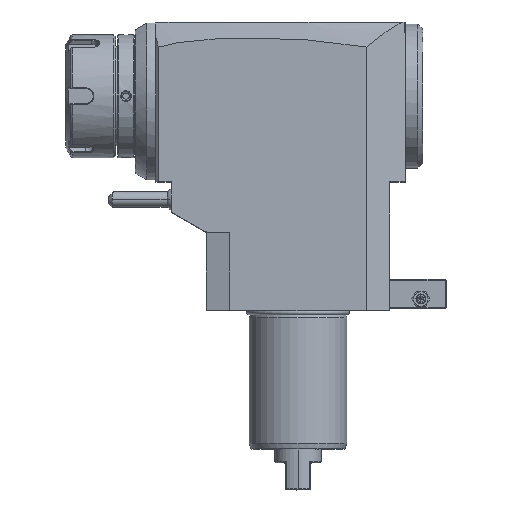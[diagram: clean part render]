
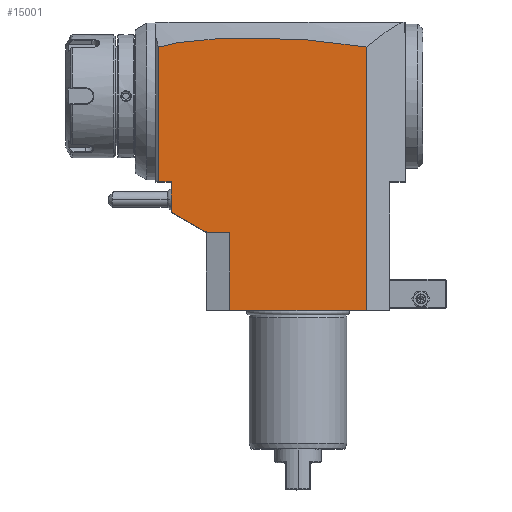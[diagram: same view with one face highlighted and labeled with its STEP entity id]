
A CAD part, top view. The second image highlights one B-rep face of the part: STEP entity #15001.
In plain terms, the highlighted planar face has unit normal (0, 0, 1).
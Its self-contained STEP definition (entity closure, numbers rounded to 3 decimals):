
#25=DIRECTION('',(-1.,0.,0.));
#26=VECTOR('',#25,70.);
#27=CARTESIAN_POINT('',(35.,0.,44.));
#28=LINE('',#27,#26);
#4660=DIRECTION('',(0.866,-0.5,0.));
#4661=VECTOR('',#4660,1.155);
#4662=CARTESIAN_POINT('',(-47.,40.577,44.));
#4663=LINE('',#4662,#4661);
#4664=DIRECTION('',(0.,1.,0.));
#4665=VECTOR('',#4664,0.577);
#4666=CARTESIAN_POINT('',(-47.,40.,44.));
#4667=LINE('',#4666,#4665);
#4668=DIRECTION('',(0.866,-0.5,0.));
#4669=VECTOR('',#4668,20.785);
#4670=CARTESIAN_POINT('',(-65.,50.392,44.));
#4671=LINE('',#4670,#4669);
#4672=DIRECTION('',(0.,-1.,0.));
#4673=VECTOR('',#4672,15.608);
#4674=CARTESIAN_POINT('',(-65.,66.,44.));
#4675=LINE('',#4674,#4673);
#4676=DIRECTION('',(0.,-1.,0.));
#4677=VECTOR('',#4676,69.054);
#4678=CARTESIAN_POINT('',(-71.5,135.054,44.));
#4679=LINE('',#4678,#4677);
#4680=CARTESIAN_POINT('',(35.,135.17,44.));
#4681=CARTESIAN_POINT('',(33.866,135.39,44.));
#4682=CARTESIAN_POINT('',(31.557,135.811,44.));
#4683=CARTESIAN_POINT('',(27.974,136.396,44.));
#4684=CARTESIAN_POINT('',(24.277,136.936,44.));
#4685=CARTESIAN_POINT('',(20.468,137.432,44.));
#4686=CARTESIAN_POINT('',(16.555,137.886,44.));
#4687=CARTESIAN_POINT('',(12.434,138.309,44.));
#4688=CARTESIAN_POINT('',(8.011,138.706,44.));
#4689=CARTESIAN_POINT('',(3.159,139.075,44.));
#4690=CARTESIAN_POINT('',(-1.987,139.396,44.));
#4691=CARTESIAN_POINT('',(-7.203,139.65,44.));
#4692=CARTESIAN_POINT('',(-12.379,139.832,44.));
#4693=CARTESIAN_POINT('',(-17.539,139.946,44.));
#4694=CARTESIAN_POINT('',(-22.66,139.991,44.));
#4695=CARTESIAN_POINT('',(-27.667,139.967,44.));
#4696=CARTESIAN_POINT('',(-32.516,139.876,44.));
#4697=CARTESIAN_POINT('',(-37.206,139.72,44.));
#4698=CARTESIAN_POINT('',(-41.62,139.505,44.));
#4699=CARTESIAN_POINT('',(-45.586,139.251,44.));
#4700=CARTESIAN_POINT('',(-49.098,138.972,44.));
#4701=CARTESIAN_POINT('',(-52.166,138.68,44.));
#4702=CARTESIAN_POINT('',(-54.857,138.384,44.));
#4703=CARTESIAN_POINT('',(-57.254,138.082,44.));
#4704=CARTESIAN_POINT('',(-59.389,137.78,44.));
#4705=CARTESIAN_POINT('',(-61.272,137.482,44.));
#4706=CARTESIAN_POINT('',(-62.918,137.195,44.));
#4707=CARTESIAN_POINT('',(-64.377,136.917,44.));
#4708=CARTESIAN_POINT('',(-65.707,136.64,44.));
#4709=CARTESIAN_POINT('',(-66.967,136.355,44.));
#4710=CARTESIAN_POINT('',(-68.204,136.049,44.));
#4711=CARTESIAN_POINT('',(-69.39,135.726,44.));
#4712=CARTESIAN_POINT('',(-70.505,135.391,44.));
#4713=CARTESIAN_POINT('',(-71.179,135.167,44.));
#4714=CARTESIAN_POINT('',(-71.5,135.054,44.));
#4716=DIRECTION('',(0.,-1.,0.));
#4717=VECTOR('',#4716,135.17);
#4718=CARTESIAN_POINT('',(35.,135.17,44.));
#4719=LINE('',#4718,#4717);
#4760=DIRECTION('',(0.,-1.,0.));
#4761=VECTOR('',#4760,40.);
#4762=CARTESIAN_POINT('',(-35.,40.,44.));
#4763=LINE('',#4762,#4761);
#4776=DIRECTION('',(1.,0.,0.));
#4777=VECTOR('',#4776,11.);
#4778=CARTESIAN_POINT('',(-46.,40.,44.));
#4779=LINE('',#4778,#4777);
#4844=DIRECTION('',(1.,0.,0.));
#4845=VECTOR('',#4844,6.5);
#4846=CARTESIAN_POINT('',(-71.5,66.,44.));
#4847=LINE('',#4846,#4845);
#10427=CARTESIAN_POINT('',(-71.5,66.,44.));
#10428=VERTEX_POINT('',#10427);
#10429=VERTEX_POINT('',#4680);
#10430=VERTEX_POINT('',#4714);
#10449=CARTESIAN_POINT('',(-46.,40.,44.));
#10450=CARTESIAN_POINT('',(-35.,40.,44.));
#10451=VERTEX_POINT('',#10449);
#10452=VERTEX_POINT('',#10450);
#10775=CARTESIAN_POINT('',(35.,0.,44.));
#10776=CARTESIAN_POINT('',(-35.,0.,44.));
#10777=VERTEX_POINT('',#10775);
#10778=VERTEX_POINT('',#10776);
#10803=CARTESIAN_POINT('',(-65.,50.392,44.));
#10804=CARTESIAN_POINT('',(-47.,40.,44.));
#10805=VERTEX_POINT('',#10803);
#10806=VERTEX_POINT('',#10804);
#10855=CARTESIAN_POINT('',(-47.,40.577,44.));
#10857=VERTEX_POINT('',#10855);
#10927=CARTESIAN_POINT('',(-65.,66.,44.));
#10928=VERTEX_POINT('',#10927);
#14976=CARTESIAN_POINT('',(-53.475,40.,44.));
#14977=DIRECTION('',(0.,0.,1.));
#14978=DIRECTION('',(1.,0.,0.));
#14979=AXIS2_PLACEMENT_3D('',#14976,#14977,#14978);
#14980=PLANE('',#14979);
#14982=ORIENTED_EDGE('',*,*,#14981,.F.);
#14984=ORIENTED_EDGE('',*,*,#14983,.F.);
#14986=ORIENTED_EDGE('',*,*,#14985,.F.);
#14988=ORIENTED_EDGE('',*,*,#14987,.F.);
#14990=ORIENTED_EDGE('',*,*,#14989,.F.);
#14991=ORIENTED_EDGE('',*,*,#14665,.F.);
#14992=ORIENTED_EDGE('',*,*,#14714,.F.);
#14993=ORIENTED_EDGE('',*,*,#14969,.T.);
#14994=ORIENTED_EDGE('',*,*,#10956,.T.);
#14996=ORIENTED_EDGE('',*,*,#14995,.F.);
#14998=ORIENTED_EDGE('',*,*,#14997,.F.);
#14999=EDGE_LOOP('',(#14982,#14984,#14986,#14988,#14990,#14991,#14992,#14993,
#14994,#14996,#14998));
#15000=FACE_OUTER_BOUND('',#14999,.F.);
#4715=B_SPLINE_CURVE_WITH_KNOTS('',3,(#4680,#4681,#4682,#4683,#4684,#4685,#4686,
#4687,#4688,#4689,#4690,#4691,#4692,#4693,#4694,#4695,#4696,#4697,#4698,#4699,
#4700,#4701,#4702,#4703,#4704,#4705,#4706,#4707,#4708,#4709,#4710,#4711,#4712,
#4713,#4714),.UNSPECIFIED.,.F.,.F.,(4,1,1,1,1,1,1,1,1,1,1,1,1,1,1,1,1,1,1,1,1,1,
1,1,1,1,1,1,1,1,1,1,4),(0.,0.031,0.063,0.094,0.125,0.156,
0.188,0.219,0.25,0.281,0.313,0.344,0.375,0.406,
0.438,0.469,0.5,0.531,0.563,0.594,0.625,0.656,
0.688,0.719,0.75,0.781,0.813,0.844,0.875,0.906,
0.938,0.969,1.),.UNSPECIFIED.);
#10956=EDGE_CURVE('',#10777,#10778,#28,.T.);
#14665=EDGE_CURVE('',#10430,#10428,#4679,.T.);
#14714=EDGE_CURVE('',#10429,#10430,#4715,.T.);
#14969=EDGE_CURVE('',#10429,#10777,#4719,.T.);
#14981=EDGE_CURVE('',#10857,#10451,#4663,.T.);
#14983=EDGE_CURVE('',#10806,#10857,#4667,.T.);
#14985=EDGE_CURVE('',#10805,#10806,#4671,.T.);
#14987=EDGE_CURVE('',#10928,#10805,#4675,.T.);
#14989=EDGE_CURVE('',#10428,#10928,#4847,.T.);
#14995=EDGE_CURVE('',#10452,#10778,#4763,.T.);
#14997=EDGE_CURVE('',#10451,#10452,#4779,.T.);
#15001=ADVANCED_FACE('',(#15000),#14980,.T.);
